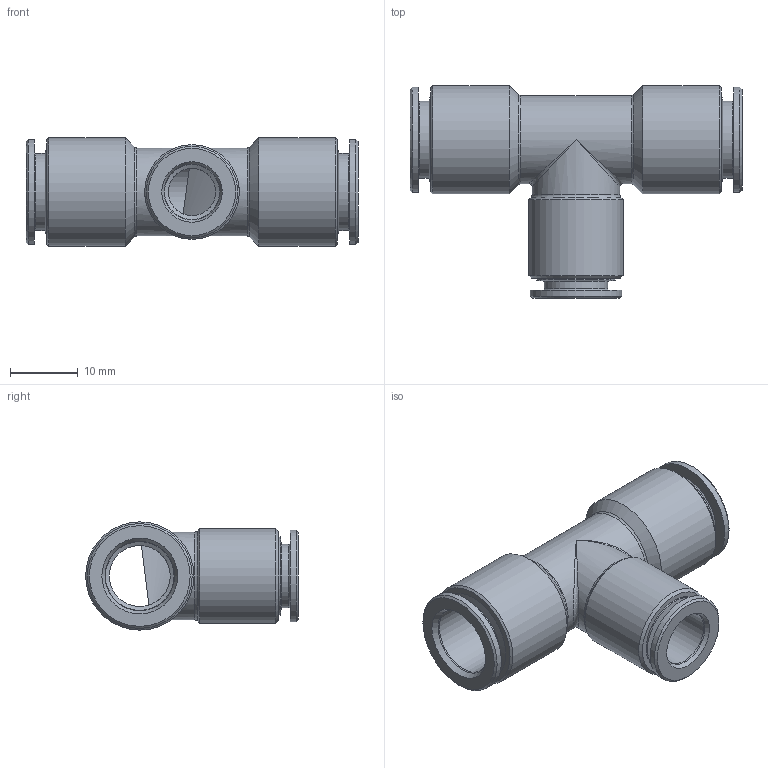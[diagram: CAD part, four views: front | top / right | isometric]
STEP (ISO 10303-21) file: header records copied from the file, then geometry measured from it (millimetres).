
FILE_DESCRIPTION( ( 'STEP AP214' ), '1' );
FILE_NAME( 'psolqas_11892_16.stp', '2020-12-01T17:13:06', ( 'License CC BY-ND 4.0' ), ( 'CADENAS' ), ' ', 'PARTsolutions', ' ' );
FILE_SCHEMA( ( 'AUTOMOTIVE_DESIGN { 1 0 10303 214 1 1 1 1 }' ) );
Length unit declared in the file: metre
Products named in the file (1): Rivoluzione2
Bounding box: 49.1 x 31.45 x 16 mm (x, y, z)
Volume: 6019.1 mm3; surface area: 5663.9 mm2
Topology: 1 solids, 1 shells, 55 faces, 125 edges, 73 vertices
Faces by surface type: cone 21, cylinder 17, plane 9, torus 6, bspline 2
Full cylindrical faces by diameter (mm): 7 x1, 8.15 x1, 9 x1, 9.4 x1, 10.15 x2, 11.4 x2, 11.65 x1, 13 x2, 13.5 x1, 14 x1, 15.5 x2, 16 x2
Entity records: 1940 total; most frequent: CARTESIAN_POINT 536, DIRECTION 212, ORIENTED_EDGE 120, EDGE_LOOP 110, AXIS2_PLACEMENT_3D 106, FACE_OUTER_BOUND 78, EDGE_CURVE 60, VERTEX_POINT 58
